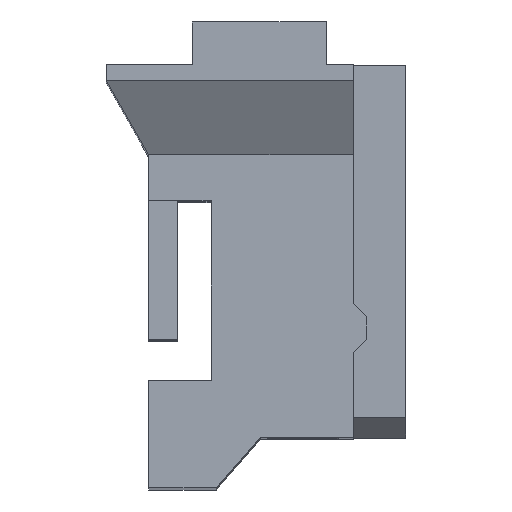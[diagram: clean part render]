
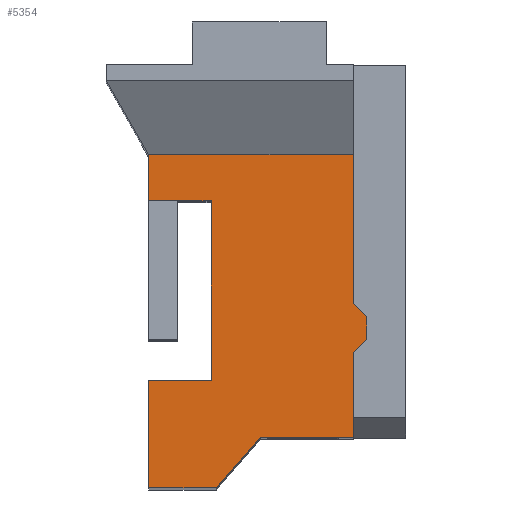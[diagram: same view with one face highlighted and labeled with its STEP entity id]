
A CAD part, top view. The second image highlights one B-rep face of the part: STEP entity #5354.
In plain terms, the highlighted planar face has unit normal (0, 0, 1).
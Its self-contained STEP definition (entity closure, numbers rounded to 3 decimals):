
#154=CARTESIAN_POINT('',(-1.615,4.318,9.265));
#155=VERTEX_POINT('',#154);
#162=CARTESIAN_POINT('',(-1.615,5.004,9.265));
#163=VERTEX_POINT('',#162);
#164=CARTESIAN_POINT('',(-1.615,5.004,9.265));
#165=DIRECTION('',(0.0,-1.0,0.0));
#166=VECTOR('',#165,1.0);
#167=LINE('',#164,#166);
#168=EDGE_CURVE('n� 694',#163,#155,#167,.T.);
#3921=CARTESIAN_POINT('',(-0.595,0.0,9.265));
#3922=VERTEX_POINT('',#3921);
#3929=CARTESIAN_POINT('',(-1.615,0.0,9.265));
#3930=VERTEX_POINT('',#3929);
#3931=CARTESIAN_POINT('',(-2.25,0.0,9.265));
#3932=DIRECTION('',(1.0,0.0,0.0));
#3933=VECTOR('',#3932,1.0);
#3934=LINE('',#3931,#3933);
#3935=EDGE_CURVE('n� 783',#3930,#3922,#3934,.T.);
#3959=CARTESIAN_POINT('',(0.066,0.762,9.265));
#3960=VERTEX_POINT('',#3959);
#3967=CARTESIAN_POINT('',(-0.595,0.0,9.265));
#3968=DIRECTION('',(0.655,0.756,0.0));
#3969=VECTOR('',#3968,1.0);
#3970=LINE('',#3967,#3969);
#3971=EDGE_CURVE('n� 766',#3922,#3960,#3970,.T.);
#4254=CARTESIAN_POINT('',(1.463,0.762,9.265));
#4255=VERTEX_POINT('',#4254);
#4264=CARTESIAN_POINT('',(0.066,0.762,9.265));
#4265=DIRECTION('',(1.0,0.0,0.0));
#4266=VECTOR('',#4265,1.0);
#4267=LINE('',#4264,#4266);
#4268=EDGE_CURVE('n� 767',#3960,#4255,#4267,.T.);
#4651=CARTESIAN_POINT('',(-1.615,1.613,9.265));
#4652=VERTEX_POINT('',#4651);
#4653=CARTESIAN_POINT('',(-1.615,5.004,9.265));
#4654=DIRECTION('',(0.0,-1.0,0.0));
#4655=VECTOR('',#4654,1.0);
#4656=LINE('',#4653,#4655);
#4657=EDGE_CURVE('n� 3711',#4652,#3930,#4656,.T.);
#5257=CARTESIAN_POINT('',(1.463,5.004,9.265));
#5258=VERTEX_POINT('',#5257);
#5259=CARTESIAN_POINT('',(-2.25,5.004,9.265));
#5260=DIRECTION('',(1.0,0.0,0.0));
#5261=VECTOR('',#5260,1.0);
#5262=LINE('',#5259,#5261);
#5263=EDGE_CURVE('n� 782',#163,#5258,#5262,.T.);
#5281=CARTESIAN_POINT('',(-0.675,1.613,9.265));
#5282=VERTEX_POINT('',#5281);
#5283=CARTESIAN_POINT('',(-0.675,4.318,9.265));
#5284=VERTEX_POINT('',#5283);
#5285=CARTESIAN_POINT('',(-0.675,4.318,9.265));
#5286=DIRECTION('',(0.0,1.0,0.0));
#5287=VECTOR('',#5286,1.0);
#5288=LINE('',#5285,#5287);
#5289=EDGE_CURVE('n� 3748',#5282,#5284,#5288,.T.);
#5290=ORIENTED_EDGE('',*,*,#5289,.F.);
#5291=CARTESIAN_POINT('',(-0.675,1.613,9.265));
#5292=DIRECTION('',(-1.0,0.0,0.0));
#5293=VECTOR('',#5292,1.0);
#5294=LINE('',#5291,#5293);
#5295=EDGE_CURVE('n� 3739',#5282,#4652,#5294,.T.);
#5296=ORIENTED_EDGE('',*,*,#5295,.T.);
#5297=ORIENTED_EDGE('',*,*,#4657,.T.);
#5298=ORIENTED_EDGE('',*,*,#3935,.T.);
#5299=ORIENTED_EDGE('',*,*,#3971,.T.);
#5300=ORIENTED_EDGE('',*,*,#4268,.T.);
#5301=CARTESIAN_POINT('',(1.463,2.032,9.265));
#5302=VERTEX_POINT('',#5301);
#5303=CARTESIAN_POINT('',(1.463,0.0,9.265));
#5304=DIRECTION('',(0.0,1.0,0.0));
#5305=VECTOR('',#5304,1.0);
#5306=LINE('',#5303,#5305);
#5307=EDGE_CURVE('n� 1562',#4255,#5302,#5306,.T.);
#5308=ORIENTED_EDGE('',*,*,#5307,.T.);
#5309=CARTESIAN_POINT('',(1.666,2.235,9.265));
#5310=VERTEX_POINT('',#5309);
#5311=CARTESIAN_POINT('',(1.463,2.032,9.265));
#5312=DIRECTION('',(0.707,0.707,0.0));
#5313=VECTOR('',#5312,1.0);
#5314=LINE('',#5311,#5313);
#5315=EDGE_CURVE('n� 2940',#5302,#5310,#5314,.T.);
#5316=ORIENTED_EDGE('',*,*,#5315,.T.);
#5317=CARTESIAN_POINT('',(1.666,2.569,9.265));
#5318=VERTEX_POINT('',#5317);
#5319=CARTESIAN_POINT('',(1.666,2.569,9.265));
#5320=DIRECTION('',(0.0,1.0,0.0));
#5321=VECTOR('',#5320,1.0);
#5322=LINE('',#5319,#5321);
#5323=EDGE_CURVE('n� 2943',#5310,#5318,#5322,.T.);
#5324=ORIENTED_EDGE('',*,*,#5323,.T.);
#5325=CARTESIAN_POINT('',(1.463,2.772,9.265));
#5326=VERTEX_POINT('',#5325);
#5327=CARTESIAN_POINT('',(1.463,2.772,9.265));
#5328=DIRECTION('',(-0.707,0.707,0.0));
#5329=VECTOR('',#5328,1.0);
#5330=LINE('',#5327,#5329);
#5331=EDGE_CURVE('n� 2934',#5318,#5326,#5330,.T.);
#5332=ORIENTED_EDGE('',*,*,#5331,.T.);
#5333=CARTESIAN_POINT('',(1.463,0.0,9.265));
#5334=DIRECTION('',(0.0,1.0,0.0));
#5335=VECTOR('',#5334,1.0);
#5336=LINE('',#5333,#5335);
#5337=EDGE_CURVE('n� 2900',#5326,#5258,#5336,.T.);
#5338=ORIENTED_EDGE('',*,*,#5337,.T.);
#5339=ORIENTED_EDGE('',*,*,#5263,.F.);
#5340=ORIENTED_EDGE('',*,*,#168,.T.);
#5341=CARTESIAN_POINT('',(-0.675,4.318,9.265));
#5342=DIRECTION('',(-1.0,0.0,0.0));
#5343=VECTOR('',#5342,1.0);
#5344=LINE('',#5341,#5343);
#5345=EDGE_CURVE('n� 3751',#5284,#155,#5344,.T.);
#5346=ORIENTED_EDGE('',*,*,#5345,.F.);
#5347=EDGE_LOOP('',(
    #5290,#5296,#5297,#5298,#5299,#5300,#5308,#5316,#5324,#5332,
    #5338,#5339,#5340,#5346));
#5348=FACE_OUTER_BOUND('',#5347,.T.);
#5349=CARTESIAN_POINT('',(-2.25,0.0,9.265));
#5350=DIRECTION('',(0.0,0.0,-1.0));
#5351=DIRECTION('',(-1.0,0.0,0.0));
#5352=AXIS2_PLACEMENT_3D('',#5349,#5350,#5351);
#5353=PLANE('',#5352);
#5354=ADVANCED_FACE('n� 851',(#5348),#5353,.F.);
